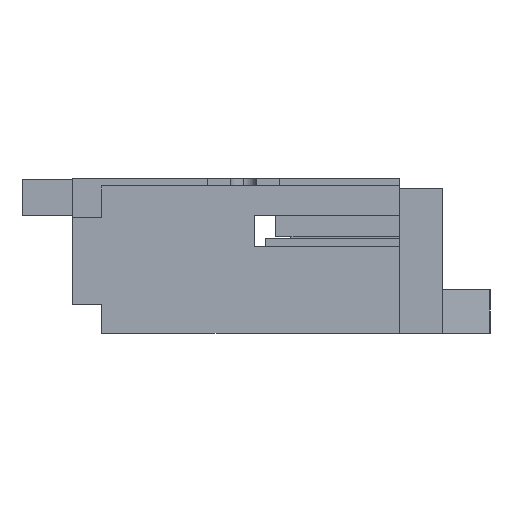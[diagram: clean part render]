
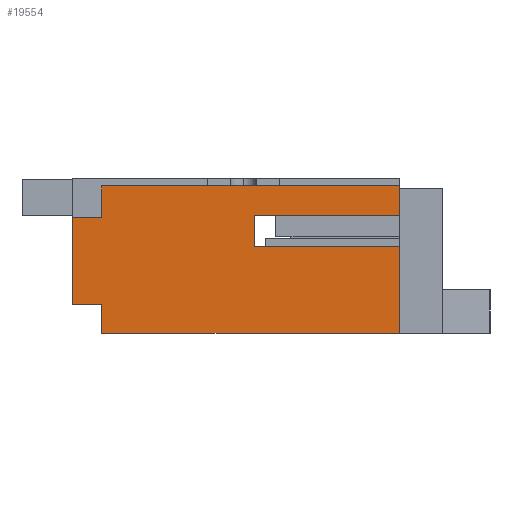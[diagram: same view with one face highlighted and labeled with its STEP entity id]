
A CAD part, left-side view. The second image highlights one B-rep face of the part: STEP entity #19554.
In plain terms, the highlighted planar face has unit normal (-1, 0, 0).
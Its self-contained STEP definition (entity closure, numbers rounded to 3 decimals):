
#1780 = DIRECTION ( 'NONE',  ( 0., 1., 0. ) ) ;
#1982 = ORIENTED_EDGE ( 'NONE', *, *, #39199, .F. ) ;
#2090 = DIRECTION ( 'NONE',  ( 0., 0., -1. ) ) ;
#3774 = CARTESIAN_POINT ( 'NONE',  ( -12.2, -2.25, 2.13 ) ) ;
#4526 = CARTESIAN_POINT ( 'NONE',  ( -12.2, -2.25, 1.63 ) ) ;
#4633 = ORIENTED_EDGE ( 'NONE', *, *, #38713, .F. ) ;
#4951 = DIRECTION ( 'NONE',  ( 0., -1., 0. ) ) ;
#5039 = VERTEX_POINT ( 'NONE', #27041 ) ;
#7057 = LINE ( 'NONE', #15036, #7376 ) ;
#7265 = VECTOR ( 'NONE', #22698, 1000. ) ;
#7276 = VERTEX_POINT ( 'NONE', #26767 ) ;
#7376 = VECTOR ( 'NONE', #22169, 1000. ) ;
#7405 = LINE ( 'NONE', #25690, #35586 ) ;
#7999 = CARTESIAN_POINT ( 'NONE',  ( -12.2, -0.25, 1.2 ) ) ;
#8310 = PLANE ( 'NONE',  #19673 ) ;
#8673 = VECTOR ( 'NONE', #24783, 1000. ) ;
#9421 = VECTOR ( 'NONE', #1780, 1000. ) ;
#9593 = VECTOR ( 'NONE', #20430, 1000. ) ;
#9597 = DIRECTION ( 'NONE',  ( 0., -1., 0. ) ) ;
#9684 = EDGE_CURVE ( 'NONE', #15770, #36831, #17127, .T. ) ;
#11290 = CARTESIAN_POINT ( 'NONE',  ( -12.2, -0.25, 1.2 ) ) ;
#11434 = CARTESIAN_POINT ( 'NONE',  ( -12.2, 2.25, 2.13 ) ) ;
#12000 = FACE_OUTER_BOUND ( 'NONE', #32515, .T. ) ;
#12415 = LINE ( 'NONE', #7999, #26055 ) ;
#13003 = ORIENTED_EDGE ( 'NONE', *, *, #13481, .T. ) ;
#13481 = EDGE_CURVE ( 'NONE', #29527, #19807, #7405, .T. ) ;
#14287 = ORIENTED_EDGE ( 'NONE', *, *, #20695, .T. ) ;
#14644 = DIRECTION ( 'NONE',  ( 1., 0., 0. ) ) ;
#15036 = CARTESIAN_POINT ( 'NONE',  ( -12.2, 1.85, 2.46 ) ) ;
#15770 = VERTEX_POINT ( 'NONE', #4526 ) ;
#16320 = VERTEX_POINT ( 'NONE', #18329 ) ;
#16365 = DIRECTION ( 'NONE',  ( 0., 0., -1. ) ) ;
#16688 = CARTESIAN_POINT ( 'NONE',  ( -12.2, -0.25, 1.63 ) ) ;
#17127 = LINE ( 'NONE', #18116, #30826 ) ;
#17698 = CARTESIAN_POINT ( 'NONE',  ( -12.2, 1.85, 0.4 ) ) ;
#18036 = LINE ( 'NONE', #3774, #32011 ) ;
#18116 = CARTESIAN_POINT ( 'NONE',  ( -12.2, -0.25, 1.63 ) ) ;
#18329 = CARTESIAN_POINT ( 'NONE',  ( -12.2, 1.85, 0. ) ) ;
#18589 = LINE ( 'NONE', #19264, #31831 ) ;
#19264 = CARTESIAN_POINT ( 'NONE',  ( -12.2, 2.25, 2.13 ) ) ;
#19554 = ADVANCED_FACE ( 'NONE', ( #12000 ), #8310, .F. ) ;
#19626 = CARTESIAN_POINT ( 'NONE',  ( -12.2, 1.85, 2.03 ) ) ;
#19673 = AXIS2_PLACEMENT_3D ( 'NONE', #11434, #14644, #34534 ) ;
#19807 = VERTEX_POINT ( 'NONE', #17698 ) ;
#20430 = DIRECTION ( 'NONE',  ( 0., -1., 0. ) ) ;
#20695 = EDGE_CURVE ( 'NONE', #16320, #30113, #23185, .T. ) ;
#20799 = CARTESIAN_POINT ( 'NONE',  ( -12.2, 2.65, 1.6 ) ) ;
#21201 = DIRECTION ( 'NONE',  ( 0., 1., 0. ) ) ;
#21491 = CARTESIAN_POINT ( 'NONE',  ( -12.2, -2.25, 1.2 ) ) ;
#22064 = DIRECTION ( 'NONE',  ( 0., 0., -1. ) ) ;
#22169 = DIRECTION ( 'NONE',  ( 0., 0., -1. ) ) ;
#22230 = ORIENTED_EDGE ( 'NONE', *, *, #22268, .F. ) ;
#22268 = EDGE_CURVE ( 'NONE', #5039, #15770, #22834, .T. ) ;
#22458 = CARTESIAN_POINT ( 'NONE',  ( -12.2, 2.25, 0. ) ) ;
#22698 = DIRECTION ( 'NONE',  ( 0., -1., 0. ) ) ;
#22834 = LINE ( 'NONE', #30729, #38405 ) ;
#23185 = LINE ( 'NONE', #22458, #9593 ) ;
#24783 = DIRECTION ( 'NONE',  ( 0., 0., -1. ) ) ;
#25581 = ORIENTED_EDGE ( 'NONE', *, *, #39667, .T. ) ;
#25690 = CARTESIAN_POINT ( 'NONE',  ( -12.2, 2.65, 0.4 ) ) ;
#26055 = VECTOR ( 'NONE', #4951, 1000. ) ;
#26132 = VECTOR ( 'NONE', #2090, 1000. ) ;
#26492 = LINE ( 'NONE', #39850, #26132 ) ;
#26767 = CARTESIAN_POINT ( 'NONE',  ( -12.2, 2.25, 1.6 ) ) ;
#27041 = CARTESIAN_POINT ( 'NONE',  ( -12.2, -2.25, 2.03 ) ) ;
#28090 = VERTEX_POINT ( 'NONE', #38847 ) ;
#28840 = EDGE_CURVE ( 'NONE', #31568, #28090, #7057, .T. ) ;
#29031 = ORIENTED_EDGE ( 'NONE', *, *, #40016, .F. ) ;
#29340 = ORIENTED_EDGE ( 'NONE', *, *, #28840, .T. ) ;
#29527 = VERTEX_POINT ( 'NONE', #35456 ) ;
#30000 = VERTEX_POINT ( 'NONE', #21491 ) ;
#30113 = VERTEX_POINT ( 'NONE', #38953 ) ;
#30729 = CARTESIAN_POINT ( 'NONE',  ( -12.2, -2.25, 2.13 ) ) ;
#30826 = VECTOR ( 'NONE', #21201, 1000. ) ;
#31568 = VERTEX_POINT ( 'NONE', #19626 ) ;
#31831 = VECTOR ( 'NONE', #22064, 1000. ) ;
#32011 = VECTOR ( 'NONE', #16365, 1000. ) ;
#32515 = EDGE_LOOP ( 'NONE', ( #29340, #38459, #25581, #13003, #33047, #14287, #35535, #1982, #4633, #33905, #22230, #29031 ) ) ;
#33047 = ORIENTED_EDGE ( 'NONE', *, *, #39099, .T. ) ;
#33321 = VERTEX_POINT ( 'NONE', #37096 ) ;
#33811 = EDGE_CURVE ( 'NONE', #30000, #30113, #18036, .T. ) ;
#33905 = ORIENTED_EDGE ( 'NONE', *, *, #9684, .F. ) ;
#34374 = EDGE_CURVE ( 'NONE', #28090, #7276, #36798, .T. ) ;
#34454 = LINE ( 'NONE', #11290, #8673 ) ;
#34534 = DIRECTION ( 'NONE',  ( 0., 0., -1. ) ) ;
#34548 = LINE ( 'NONE', #39382, #7265 ) ;
#35456 = CARTESIAN_POINT ( 'NONE',  ( -12.2, 2.25, 0.4 ) ) ;
#35535 = ORIENTED_EDGE ( 'NONE', *, *, #33811, .F. ) ;
#35586 = VECTOR ( 'NONE', #9597, 1000. ) ;
#36798 = LINE ( 'NONE', #20799, #9421 ) ;
#36831 = VERTEX_POINT ( 'NONE', #16688 ) ;
#36982 = DIRECTION ( 'NONE',  ( 0., 0., -1. ) ) ;
#37096 = CARTESIAN_POINT ( 'NONE',  ( -12.2, -0.25, 1.2 ) ) ;
#38405 = VECTOR ( 'NONE', #36982, 1000. ) ;
#38459 = ORIENTED_EDGE ( 'NONE', *, *, #34374, .T. ) ;
#38713 = EDGE_CURVE ( 'NONE', #36831, #33321, #34454, .T. ) ;
#38847 = CARTESIAN_POINT ( 'NONE',  ( -12.2, 1.85, 1.6 ) ) ;
#38953 = CARTESIAN_POINT ( 'NONE',  ( -12.2, -2.25, 0. ) ) ;
#39099 = EDGE_CURVE ( 'NONE', #19807, #16320, #26492, .T. ) ;
#39199 = EDGE_CURVE ( 'NONE', #33321, #30000, #12415, .T. ) ;
#39382 = CARTESIAN_POINT ( 'NONE',  ( -12.2, 2.25, 2.03 ) ) ;
#39667 = EDGE_CURVE ( 'NONE', #7276, #29527, #18589, .T. ) ;
#39850 = CARTESIAN_POINT ( 'NONE',  ( -12.2, 1.85, 0.4 ) ) ;
#40016 = EDGE_CURVE ( 'NONE', #31568, #5039, #34548, .T. ) ;
